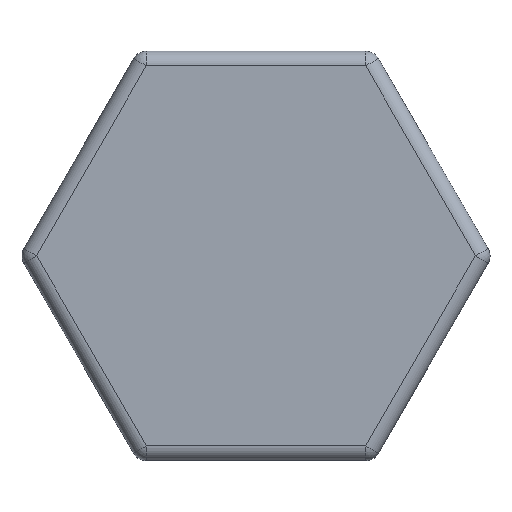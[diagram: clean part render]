
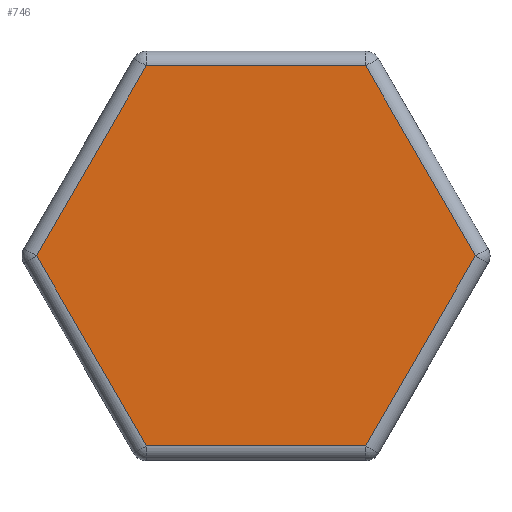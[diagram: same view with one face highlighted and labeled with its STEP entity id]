
A CAD part, top view. The second image highlights one B-rep face of the part: STEP entity #746.
In plain terms, the highlighted planar face has unit normal (0, 0, 1).
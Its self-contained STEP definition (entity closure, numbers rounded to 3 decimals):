
#37=PLANE('',#845);
#91=FACE_OUTER_BOUND('',#143,.T.);
#143=EDGE_LOOP('',(#653,#654,#655,#656,#657,#658));
#195=LINE('',#1829,#237);
#197=LINE('',#1832,#239);
#201=LINE('',#1838,#243);
#203=LINE('',#1841,#245);
#207=LINE('',#1847,#249);
#211=LINE('',#1853,#253);
#237=VECTOR('',#1002,10.);
#239=VECTOR('',#1006,10.);
#243=VECTOR('',#1014,10.);
#245=VECTOR('',#1018,10.);
#249=VECTOR('',#1026,10.);
#253=VECTOR('',#1034,10.);
#319=VERTEX_POINT('',#1719);
#322=VERTEX_POINT('',#1726);
#328=VERTEX_POINT('',#1740);
#334=VERTEX_POINT('',#1757);
#340=VERTEX_POINT('',#1777);
#346=VERTEX_POINT('',#1794);
#441=EDGE_CURVE('',#340,#346,#195,.T.);
#443=EDGE_CURVE('',#346,#334,#197,.T.);
#447=EDGE_CURVE('',#328,#340,#201,.T.);
#449=EDGE_CURVE('',#334,#322,#203,.T.);
#453=EDGE_CURVE('',#319,#328,#207,.T.);
#457=EDGE_CURVE('',#322,#319,#211,.T.);
#653=ORIENTED_EDGE('',*,*,#441,.F.);
#654=ORIENTED_EDGE('',*,*,#447,.F.);
#655=ORIENTED_EDGE('',*,*,#453,.F.);
#656=ORIENTED_EDGE('',*,*,#457,.F.);
#657=ORIENTED_EDGE('',*,*,#449,.F.);
#658=ORIENTED_EDGE('',*,*,#443,.F.);
#746=ADVANCED_FACE('',(#91),#37,.T.);
#845=AXIS2_PLACEMENT_3D('',#1864,#1052,#1053);
#1002=DIRECTION('',(-1.,0.,0.));
#1006=DIRECTION('',(-0.5,0.866,0.));
#1014=DIRECTION('',(-0.5,-0.866,0.));
#1018=DIRECTION('',(0.5,0.866,0.));
#1026=DIRECTION('',(0.5,-0.866,0.));
#1034=DIRECTION('',(1.,0.,0.));
#1052=DIRECTION('center_axis',(0.,0.,1.));
#1053=DIRECTION('ref_axis',(1.,0.,0.));
#1719=CARTESIAN_POINT('',(7.506,13.,13.5));
#1726=CARTESIAN_POINT('',(-7.506,13.,13.5));
#1740=CARTESIAN_POINT('',(15.011,0.,13.5));
#1757=CARTESIAN_POINT('',(-15.011,0.,13.5));
#1777=CARTESIAN_POINT('',(7.506,-13.,13.5));
#1794=CARTESIAN_POINT('',(-7.506,-13.,13.5));
#1829=CARTESIAN_POINT('',(-4.041,-13.,13.5));
#1832=CARTESIAN_POINT('',(-13.279,-3.,13.5));
#1838=CARTESIAN_POINT('',(9.238,-10.,13.5));
#1841=CARTESIAN_POINT('',(-9.238,10.,13.5));
#1847=CARTESIAN_POINT('',(13.279,3.,13.5));
#1853=CARTESIAN_POINT('',(4.041,13.,13.5));
#1864=CARTESIAN_POINT('Origin',(0.,0.,
13.5));
